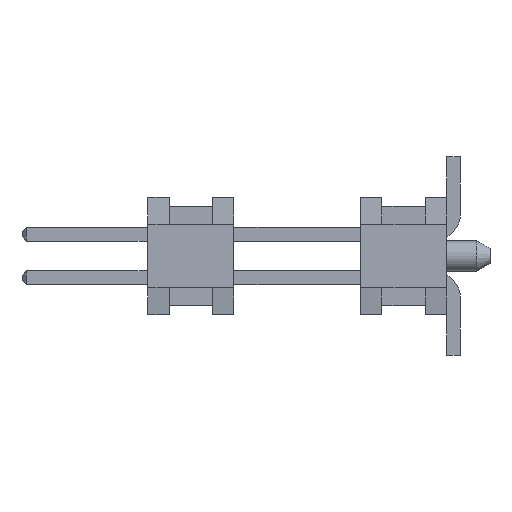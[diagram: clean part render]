
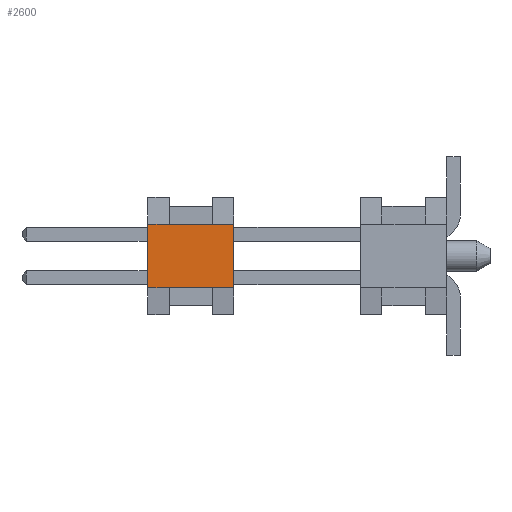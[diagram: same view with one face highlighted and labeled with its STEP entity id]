
A CAD part, left-side view. The second image highlights one B-rep face of the part: STEP entity #2600.
In plain terms, the highlighted planar face has unit normal (-1, 0, 0).
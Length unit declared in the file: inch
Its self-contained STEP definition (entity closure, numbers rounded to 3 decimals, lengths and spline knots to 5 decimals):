
#2211 = ORIENTED_EDGE ( 'NONE', *, *, #9165, .T. ) ;
#2212 = ORIENTED_EDGE ( 'NONE', *, *, #27852, .F. ) ;
#2213 = ORIENTED_EDGE ( 'NONE', *, *, #34901, .F. ) ;
#2214 = ORIENTED_EDGE ( 'NONE', *, *, #27851, .T. ) ;
#2600 = ADVANCED_FACE ( 'NONE', ( #14463 ), #29927, .F. ) ;
#3567 = EDGE_LOOP ( 'NONE', ( #2211, #2212, #2213, #2214 ) ) ;
#9165 = EDGE_CURVE ( 'NONE', #31003, #10356, #21169, .T. ) ;
#10314 = VERTEX_POINT ( 'NONE', #23366 ) ;
#10356 = VERTEX_POINT ( 'NONE', #23387 ) ;
#14463 = FACE_OUTER_BOUND ( 'NONE', #3567, .T. ) ;
#15843 = AXIS2_PLACEMENT_3D ( 'NONE', #29944, #29921, #29919 ) ;
#21169 = LINE ( 'NONE', #22055, #21174 ) ;
#21174 = VECTOR ( 'NONE', #22087, 39.37008 ) ;
#22055 = CARTESIAN_POINT ( 'NONE',  ( -0.475, 0.1955, -0.0365 ) ) ;
#22087 = DIRECTION ( 'NONE',  ( 0., 0., 1. ) ) ;
#23366 = CARTESIAN_POINT ( 'NONE',  ( -0.475, 0.2945, 0.0365 ) ) ;
#23387 = CARTESIAN_POINT ( 'NONE',  ( -0.475, 0.1955, 0.0365 ) ) ;
#27697 = LINE ( 'NONE', #30216, #27703 ) ;
#27701 = LINE ( 'NONE', #30218, #27707 ) ;
#27703 = VECTOR ( 'NONE', #30217, 39.37008 ) ;
#27707 = VECTOR ( 'NONE', #30219, 39.37008 ) ;
#27851 = EDGE_CURVE ( 'NONE', #30974, #31003, #27697, .T. ) ;
#27852 = EDGE_CURVE ( 'NONE', #10314, #10356, #27701, .T. ) ;
#29919 = DIRECTION ( 'NONE',  ( 0., 0., -1. ) ) ;
#29921 = DIRECTION ( 'NONE',  ( 1., 0., 0. ) ) ;
#29927 = PLANE ( 'NONE',  #15843 ) ;
#29944 = CARTESIAN_POINT ( 'NONE',  ( -0.475, 0.2945, -0.0365 ) ) ;
#30216 = CARTESIAN_POINT ( 'NONE',  ( -0.475, 0.2945, -0.0365 ) ) ;
#30217 = DIRECTION ( 'NONE',  ( 0., -1., 0. ) ) ;
#30218 = CARTESIAN_POINT ( 'NONE',  ( -0.475, 0.2945, 0.0365 ) ) ;
#30219 = DIRECTION ( 'NONE',  ( 0., -1., 0. ) ) ;
#30470 = CARTESIAN_POINT ( 'NONE',  ( -0.475, 0.2945, -0.0365 ) ) ;
#30499 = CARTESIAN_POINT ( 'NONE',  ( -0.475, 0.1955, -0.0365 ) ) ;
#30974 = VERTEX_POINT ( 'NONE', #30470 ) ;
#31003 = VERTEX_POINT ( 'NONE', #30499 ) ;
#32267 = LINE ( 'NONE', #33036, #32270 ) ;
#32270 = VECTOR ( 'NONE', #33037, 39.37008 ) ;
#33036 = CARTESIAN_POINT ( 'NONE',  ( -0.475, 0.2945, -0.0365 ) ) ;
#33037 = DIRECTION ( 'NONE',  ( 0., 0., 1. ) ) ;
#34901 = EDGE_CURVE ( 'NONE', #30974, #10314, #32267, .T. ) ;
